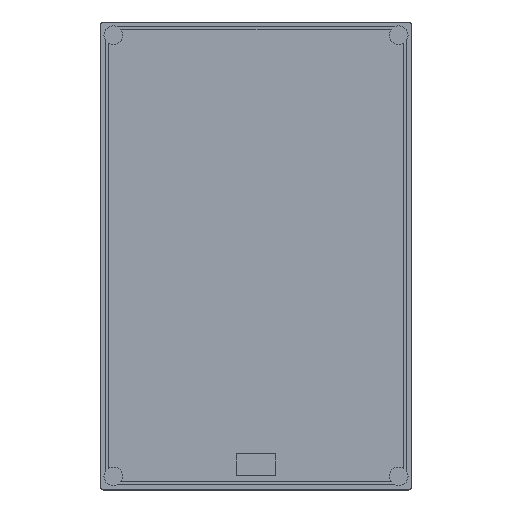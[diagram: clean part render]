
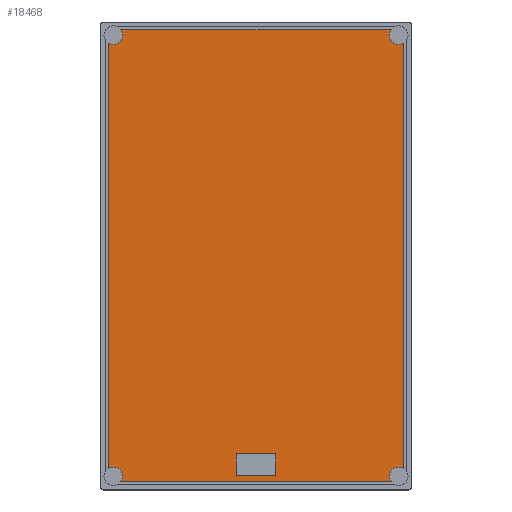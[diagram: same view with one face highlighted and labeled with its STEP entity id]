
A CAD part, top view. The second image highlights one B-rep face of the part: STEP entity #18468.
In plain terms, the highlighted planar face has unit normal (0, 0, 1).
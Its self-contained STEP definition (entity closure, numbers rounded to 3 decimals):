
#17261=DIRECTION('',(0.,-1.,0.));
#17262=VECTOR('',#17261,271.978);
#17263=CARTESIAN_POINT('',(-94.5,135.989,4.25));
#17264=LINE('',#17263,#17262);
#17277=CARTESIAN_POINT('',(91.2,-141.,4.25));
#17278=DIRECTION('',(0.,0.,-1.));
#17279=DIRECTION('',(-0.812,-0.583,0.));
#17280=AXIS2_PLACEMENT_3D('',#17277,#17278,#17279);
#17282=CARTESIAN_POINT('',(-91.2,-141.,4.25));
#17283=DIRECTION('',(0.,0.,1.));
#17284=DIRECTION('',(0.812,-0.583,0.));
#17285=AXIS2_PLACEMENT_3D('',#17282,#17283,#17284);
#17287=CARTESIAN_POINT('',(-91.2,141.,4.25));
#17288=DIRECTION('',(0.,0.,-1.));
#17289=DIRECTION('',(0.812,0.583,0.));
#17290=AXIS2_PLACEMENT_3D('',#17287,#17288,#17289);
#17292=CARTESIAN_POINT('',(91.2,141.,4.25));
#17293=DIRECTION('',(0.,0.,1.));
#17294=DIRECTION('',(-0.812,0.583,0.));
#17295=AXIS2_PLACEMENT_3D('',#17292,#17293,#17294);
#17297=DIRECTION('',(0.,-1.,0.));
#17298=VECTOR('',#17297,14.);
#17299=CARTESIAN_POINT('',(-12.5,-126.5,4.25));
#17300=LINE('',#17299,#17298);
#17301=DIRECTION('',(1.,0.,0.));
#17302=VECTOR('',#17301,25.);
#17303=CARTESIAN_POINT('',(-12.5,-140.5,4.25));
#17304=LINE('',#17303,#17302);
#17305=DIRECTION('',(0.,1.,0.));
#17306=VECTOR('',#17305,14.);
#17307=CARTESIAN_POINT('',(12.5,-140.5,4.25));
#17308=LINE('',#17307,#17306);
#17309=DIRECTION('',(-1.,0.,0.));
#17310=VECTOR('',#17309,25.);
#17311=CARTESIAN_POINT('',(12.5,-126.5,4.25));
#17312=LINE('',#17311,#17310);
#17321=DIRECTION('',(0.,1.,0.));
#17322=VECTOR('',#17321,271.978);
#17323=CARTESIAN_POINT('',(94.5,-135.989,4.25));
#17324=LINE('',#17323,#17322);
#17337=DIRECTION('',(1.,0.,0.));
#17338=VECTOR('',#17337,172.653);
#17339=CARTESIAN_POINT('',(-86.327,-144.5,4.25));
#17340=LINE('',#17339,#17338);
#17353=DIRECTION('',(-1.,0.,0.));
#17354=VECTOR('',#17353,172.653);
#17355=CARTESIAN_POINT('',(86.327,144.5,4.25));
#17356=LINE('',#17355,#17354);
#17497=CARTESIAN_POINT('',(-86.327,144.5,4.25));
#17498=CARTESIAN_POINT('',(-94.5,135.989,4.25));
#17499=VERTEX_POINT('',#17497);
#17500=VERTEX_POINT('',#17498);
#17529=CARTESIAN_POINT('',(86.327,144.5,4.25));
#17530=CARTESIAN_POINT('',(94.5,135.989,4.25));
#17531=VERTEX_POINT('',#17529);
#17532=VERTEX_POINT('',#17530);
#17561=CARTESIAN_POINT('',(86.327,-144.5,4.25));
#17562=CARTESIAN_POINT('',(94.5,-135.989,4.25));
#17563=VERTEX_POINT('',#17561);
#17564=VERTEX_POINT('',#17562);
#17593=CARTESIAN_POINT('',(-86.327,-144.5,4.25));
#17594=CARTESIAN_POINT('',(-94.5,-135.989,4.25));
#17595=VERTEX_POINT('',#17593);
#17596=VERTEX_POINT('',#17594);
#17657=CARTESIAN_POINT('',(-12.5,-126.5,4.25));
#17658=CARTESIAN_POINT('',(-12.5,-140.5,4.25));
#17659=VERTEX_POINT('',#17657);
#17660=VERTEX_POINT('',#17658);
#17661=CARTESIAN_POINT('',(12.5,-140.5,4.25));
#17662=VERTEX_POINT('',#17661);
#17663=CARTESIAN_POINT('',(12.5,-126.5,4.25));
#17664=VERTEX_POINT('',#17663);
#18436=CARTESIAN_POINT('',(0.,0.,4.25));
#18437=DIRECTION('',(0.,0.,1.));
#18438=DIRECTION('',(1.,0.,0.));
#18439=AXIS2_PLACEMENT_3D('',#18436,#18437,#18438);
#18440=PLANE('',#18439);
#18442=ORIENTED_EDGE('',*,*,#18441,.F.);
#18444=ORIENTED_EDGE('',*,*,#18443,.F.);
#18446=ORIENTED_EDGE('',*,*,#18445,.F.);
#18448=ORIENTED_EDGE('',*,*,#18447,.T.);
#18449=ORIENTED_EDGE('',*,*,#18426,.F.);
#18451=ORIENTED_EDGE('',*,*,#18450,.F.);
#18453=ORIENTED_EDGE('',*,*,#18452,.F.);
#18455=ORIENTED_EDGE('',*,*,#18454,.T.);
#18456=EDGE_LOOP('',(#18442,#18444,#18446,#18448,#18449,#18451,#18453,#18455));
#18457=FACE_OUTER_BOUND('',#18456,.F.);
#18459=ORIENTED_EDGE('',*,*,#18458,.T.);
#18461=ORIENTED_EDGE('',*,*,#18460,.T.);
#18463=ORIENTED_EDGE('',*,*,#18462,.T.);
#18465=ORIENTED_EDGE('',*,*,#18464,.T.);
#18466=EDGE_LOOP('',(#18459,#18461,#18463,#18465));
#18467=FACE_BOUND('',#18466,.F.);
#18468=ADVANCED_FACE('',(#18457,#18467),#18440,.T.);
#17281=CIRCLE('',#17280,6.);
#17286=CIRCLE('',#17285,6.);
#17291=CIRCLE('',#17290,6.);
#17296=CIRCLE('',#17295,6.);
#18426=EDGE_CURVE('',#17500,#17596,#17264,.T.);
#18441=EDGE_CURVE('',#17564,#17532,#17324,.T.);
#18443=EDGE_CURVE('',#17563,#17564,#17281,.T.);
#18445=EDGE_CURVE('',#17595,#17563,#17340,.T.);
#18447=EDGE_CURVE('',#17595,#17596,#17286,.T.);
#18450=EDGE_CURVE('',#17499,#17500,#17291,.T.);
#18452=EDGE_CURVE('',#17531,#17499,#17356,.T.);
#18454=EDGE_CURVE('',#17531,#17532,#17296,.T.);
#18458=EDGE_CURVE('',#17659,#17660,#17300,.T.);
#18460=EDGE_CURVE('',#17660,#17662,#17304,.T.);
#18462=EDGE_CURVE('',#17662,#17664,#17308,.T.);
#18464=EDGE_CURVE('',#17664,#17659,#17312,.T.);
